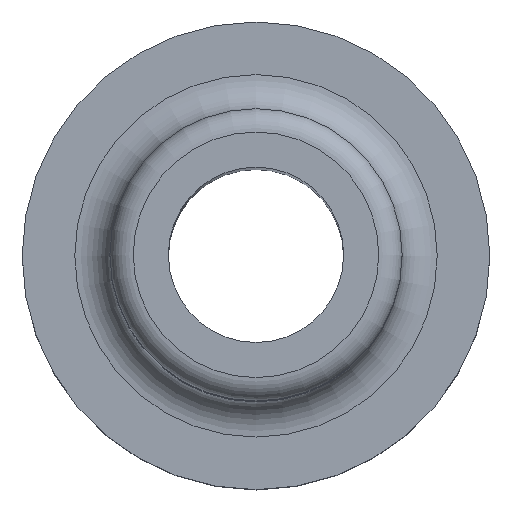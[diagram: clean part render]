
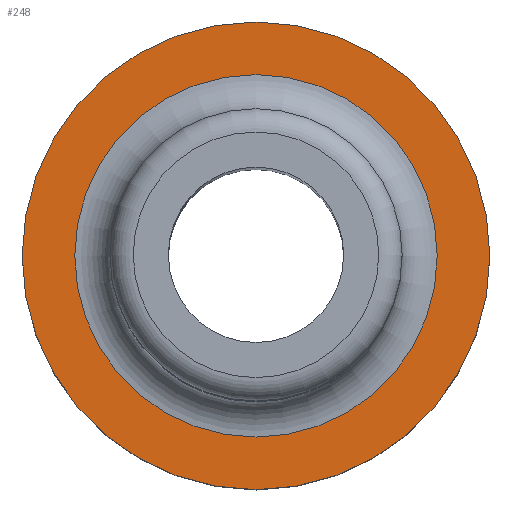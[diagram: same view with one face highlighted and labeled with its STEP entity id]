
A CAD part, top view. The second image highlights one B-rep face of the part: STEP entity #248.
In plain terms, the highlighted planar face has unit normal (0, 0, 1).
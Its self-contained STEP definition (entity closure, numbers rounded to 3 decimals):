
#53=ORIENTED_EDGE('',*,*,#90,.F.);
#54=ORIENTED_EDGE('',*,*,#89,.T.);
#89=EDGE_CURVE('',#111,#111,#133,.T.);
#90=EDGE_CURVE('',#112,#112,#134,.T.);
#111=VERTEX_POINT('',#435);
#112=VERTEX_POINT('',#438);
#133=CIRCLE('',#291,1.55);
#134=CIRCLE('',#293,2.);
#163=EDGE_LOOP('',(#53));
#164=EDGE_LOOP('',(#54));
#207=FACE_BOUND('',#163,.T.);
#208=FACE_BOUND('',#164,.T.);
#236=PLANE('',#292);
#248=ADVANCED_FACE('',(#207,#208),#236,.F.);
#291=AXIS2_PLACEMENT_3D('',#434,#353,#354);
#292=AXIS2_PLACEMENT_3D('',#436,#355,#356);
#293=AXIS2_PLACEMENT_3D('',#437,#357,#358);
#353=DIRECTION('',(0.,0.,-1.));
#354=DIRECTION('',(-1.,0.,0.));
#355=DIRECTION('',(0.,0.,-1.));
#356=DIRECTION('',(-1.,0.,0.));
#357=DIRECTION('',(0.,0.,-1.));
#358=DIRECTION('',(-1.,0.,0.));
#434=CARTESIAN_POINT('',(0.,0.,7.));
#435=CARTESIAN_POINT('',(-1.55,0.,7.));
#436=CARTESIAN_POINT('',(0.,1.55,7.));
#437=CARTESIAN_POINT('',(0.,0.,7.));
#438=CARTESIAN_POINT('',(-2.,0.,7.));
